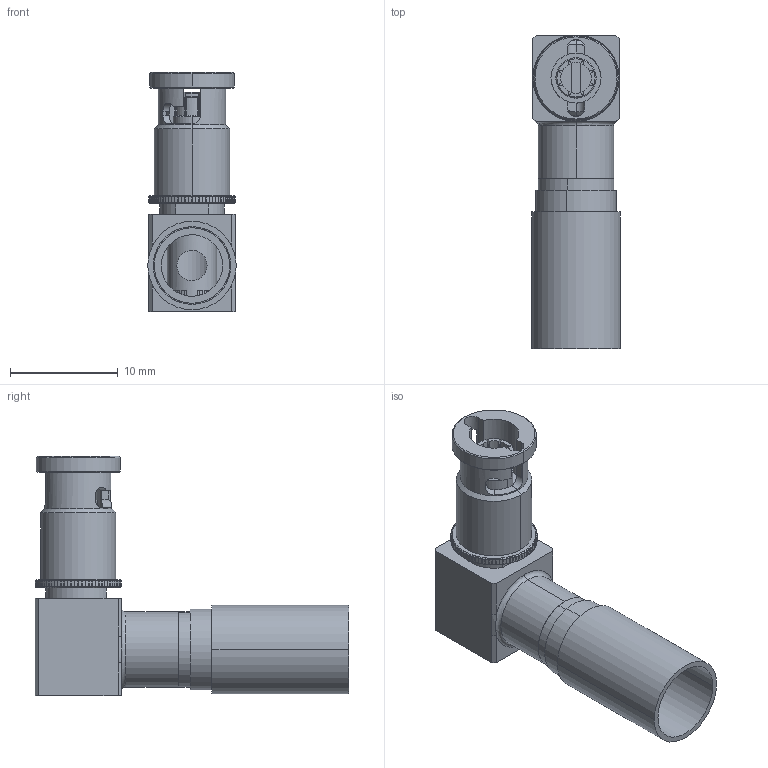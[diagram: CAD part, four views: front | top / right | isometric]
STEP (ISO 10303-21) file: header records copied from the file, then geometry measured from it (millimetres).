
FILE_DESCRIPTION (( 'STEP AP214' ), '1' );
FILE_NAME ('67-104-B126-FC1.STEP', '2024-07-30T15:41:52', ( '' ), ( '' ), 'SwSTEP 2.0', 'SolidWorks 2023', '' );
FILE_SCHEMA (( 'AUTOMOTIVE_DESIGN' ));
Length unit declared in the file: millimetre
Products named in the file (1): 67-104-B126-FC1
Bounding box: 8.2 x 29.1 x 22.17 mm (x, y, z)
Surface area: 1878.5 mm2 (no closed solid volume)
Topology: 0 solids, 9 shells, 441 faces, 1490 edges, 1050 vertices
Faces by surface type: plane 226, cylinder 181, cone 30, torus 2, bspline 2
Entity records: 16881 total; most frequent: CARTESIAN_POINT 4508, ORIENTED_EDGE 2585, DIRECTION 2410, EDGE_CURVE 1490, VERTEX_POINT 1050, AXIS2_PLACEMENT_3D 872, VECTOR 666, LINE 666
